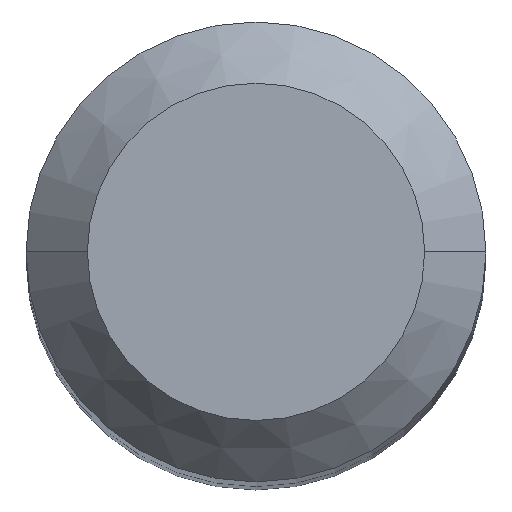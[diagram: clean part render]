
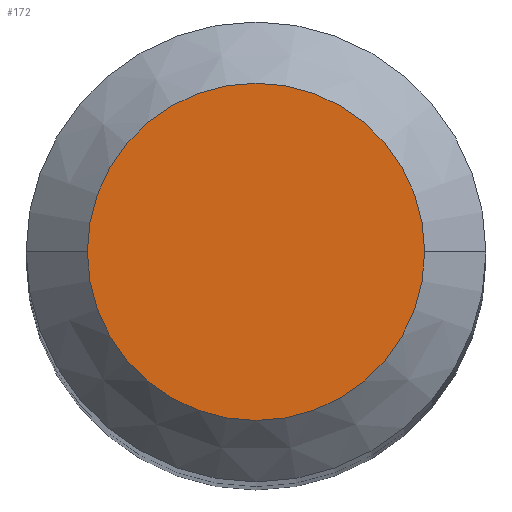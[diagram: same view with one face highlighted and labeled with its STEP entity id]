
A CAD part, top view. The second image highlights one B-rep face of the part: STEP entity #172.
In plain terms, the highlighted planar face has unit normal (0, 0, 1).
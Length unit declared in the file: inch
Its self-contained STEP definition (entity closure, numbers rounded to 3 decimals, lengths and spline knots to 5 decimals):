
#6 = DIRECTION ( 'NONE',  ( 0., 0., 1. ) ) ;
#33 = AXIS2_PLACEMENT_3D ( 'NONE', #219, #37, #64 ) ;
#35 = DIRECTION ( 'NONE',  ( 0., 0., 1. ) ) ;
#37 = DIRECTION ( 'NONE',  ( 0., 0., -1. ) ) ;
#64 = DIRECTION ( 'NONE',  ( -1., 0., 0. ) ) ;
#90 = PLANE ( 'NONE',  #33 ) ;
#108 = VERTEX_POINT ( 'NONE', #337 ) ;
#117 = DIRECTION ( 'NONE',  ( 1., 0., 0. ) ) ;
#134 = EDGE_CURVE ( 'NONE', #108, #262, #272, .T. ) ;
#148 = DIRECTION ( 'NONE',  ( 1., 0., 0. ) ) ;
#168 = AXIS2_PLACEMENT_3D ( 'NONE', #305, #6, #117 ) ;
#172 = ADVANCED_FACE ( 'NONE', ( #366 ), #90, .F. ) ;
#173 = EDGE_LOOP ( 'NONE', ( #208, #355 ) ) ;
#203 = EDGE_CURVE ( 'NONE', #262, #108, #289, .T. ) ;
#208 = ORIENTED_EDGE ( 'NONE', *, *, #134, .T. ) ;
#219 = CARTESIAN_POINT ( 'NONE',  ( 0., 0., 0. ) ) ;
#246 = AXIS2_PLACEMENT_3D ( 'NONE', #332, #35, #148 ) ;
#262 = VERTEX_POINT ( 'NONE', #377 ) ;
#272 = CIRCLE ( 'NONE', #246, 0.08595 ) ;
#289 = CIRCLE ( 'NONE', #168, 0.08595 ) ;
#305 = CARTESIAN_POINT ( 'NONE',  ( 0., 0., 0. ) ) ;
#332 = CARTESIAN_POINT ( 'NONE',  ( 0., 0., 0. ) ) ;
#337 = CARTESIAN_POINT ( 'NONE',  ( -0.08595, 0., 0. ) ) ;
#355 = ORIENTED_EDGE ( 'NONE', *, *, #203, .T. ) ;
#366 = FACE_OUTER_BOUND ( 'NONE', #173, .T. ) ;
#377 = CARTESIAN_POINT ( 'NONE',  ( 0.08595, 0., 0. ) ) ;
